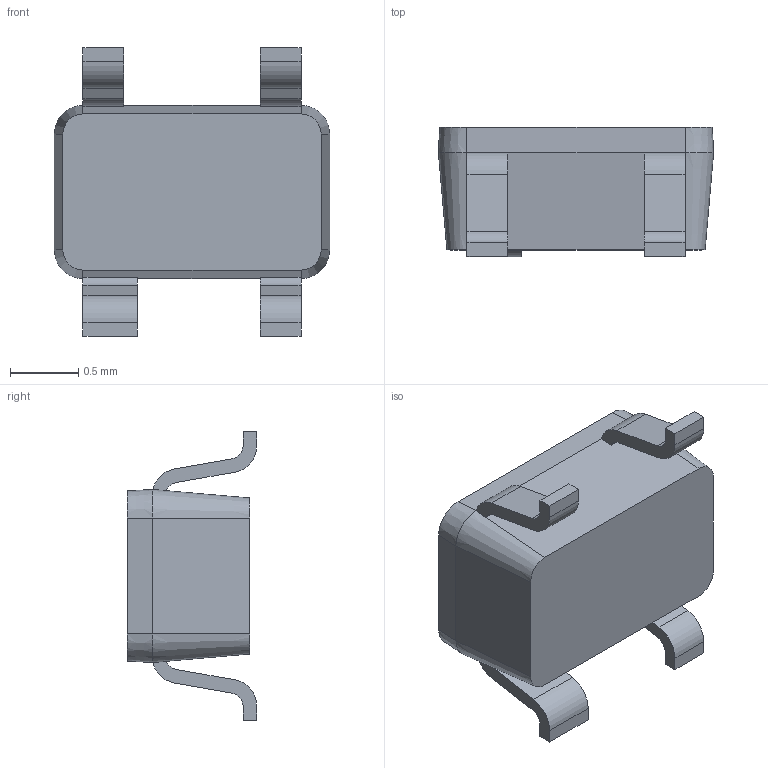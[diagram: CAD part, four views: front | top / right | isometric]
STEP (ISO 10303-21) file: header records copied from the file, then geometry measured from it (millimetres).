
FILE_DESCRIPTION (( 'STEP AP214' ), '1' );
FILE_NAME ('SOP4.STEP', '2021-12-18T21:53:26', ( '' ), ( '' ), 'SwSTEP 2.0', 'SolidWorks 2022', '' );
FILE_SCHEMA (( 'AUTOMOTIVE_DESIGN' ));
Length unit declared in the file: millimetre
Products named in the file (1): SOP4
Bounding box: 2.02 x 0.95 x 2.12 mm (x, y, z)
Volume: 2.3 mm3; surface area: 13.4 mm2
Topology: 5 solids, 5 shells, 66 faces, 160 edges, 104 vertices
Faces by surface type: plane 42, cylinder 16, cone 8
Entity records: 1994 total; most frequent: DIRECTION 338, CARTESIAN_POINT 331, ORIENTED_EDGE 320, EDGE_CURVE 160, LINE 116, VECTOR 116, AXIS2_PLACEMENT_3D 111, VERTEX_POINT 104
